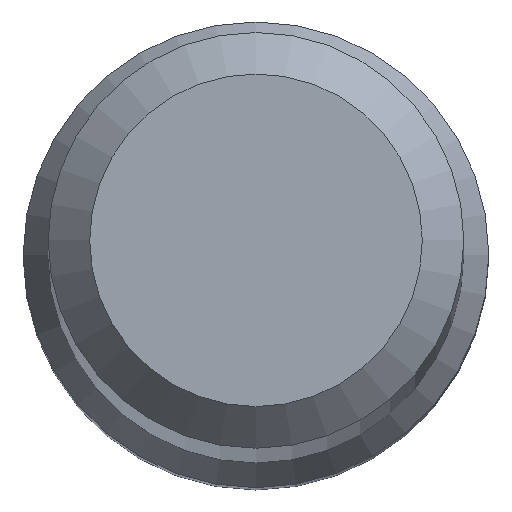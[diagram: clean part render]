
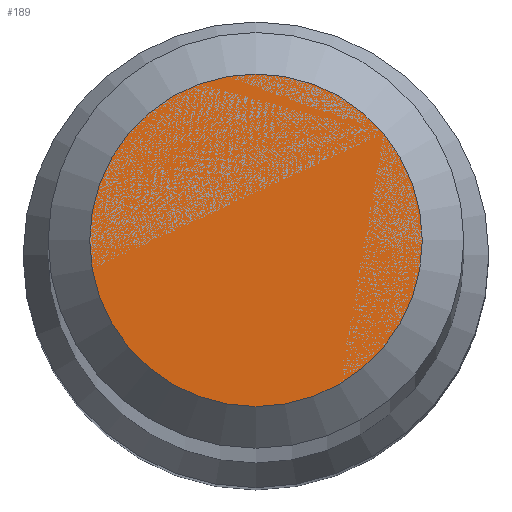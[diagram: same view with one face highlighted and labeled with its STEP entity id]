
A CAD part, top view. The second image highlights one B-rep face of the part: STEP entity #189.
In plain terms, the highlighted planar face has unit normal (0, 0, 1).
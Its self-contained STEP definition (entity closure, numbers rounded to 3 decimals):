
#2 = DIRECTION ( 'NONE',  ( 0., 0., -1. ) ) ;
#18 = AXIS2_PLACEMENT_3D ( 'NONE', #25, #2, #148 ) ;
#25 = CARTESIAN_POINT ( 'NONE',  ( 0., 0., 70. ) ) ;
#77 = AXIS2_PLACEMENT_3D ( 'NONE', #107, #205, #287 ) ;
#90 = CIRCLE ( 'NONE', #77, 1.2 ) ;
#107 = CARTESIAN_POINT ( 'NONE',  ( 0., 0., 70. ) ) ;
#116 = FACE_OUTER_BOUND ( 'NONE', #240, .T. ) ;
#148 = DIRECTION ( 'NONE',  ( 0., 1., 0. ) ) ;
#189 = ADVANCED_FACE ( 'NONE', ( #116 ), #252, .F. ) ;
#205 = DIRECTION ( 'NONE',  ( 0., 0., -1. ) ) ;
#217 = CARTESIAN_POINT ( 'NONE',  ( 0., 1.2, 70. ) ) ;
#225 = VERTEX_POINT ( 'NONE', #217 ) ;
#240 = EDGE_LOOP ( 'NONE', ( #291 ) ) ;
#252 = PLANE ( 'NONE',  #18 ) ;
#255 = EDGE_CURVE ( 'NONE', #225, #225, #90, .T. ) ;
#287 = DIRECTION ( 'NONE',  ( 0., 1., 0. ) ) ;
#291 = ORIENTED_EDGE ( 'NONE', *, *, #255, .F. ) ;
